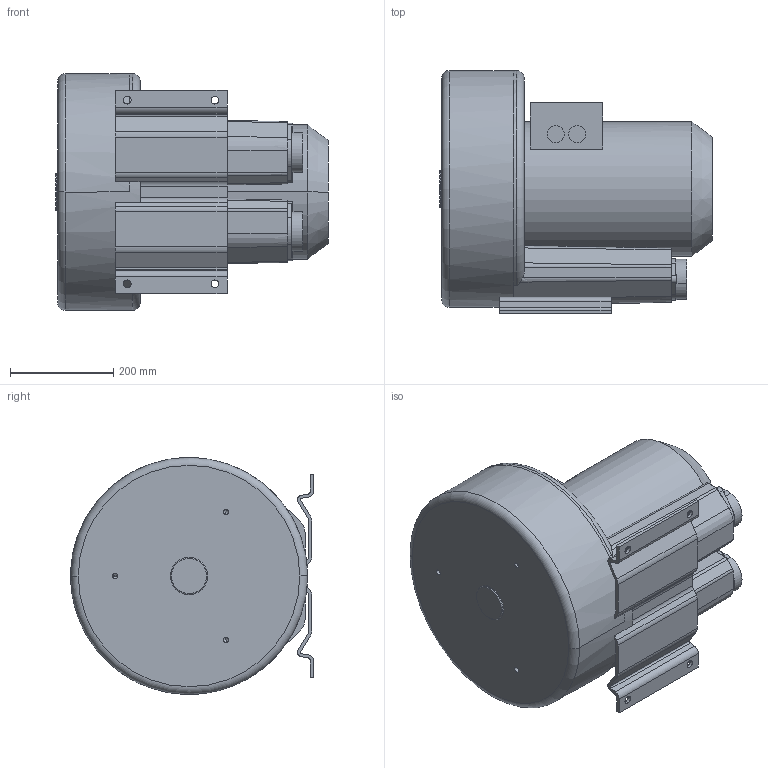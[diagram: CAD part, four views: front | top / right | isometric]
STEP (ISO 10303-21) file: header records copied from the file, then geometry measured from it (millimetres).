
FILE_DESCRIPTION((''),'2;1');
FILE_NAME('MD-001550_ASM','2015-03-22T',('rnennstiel'),('vacuvane vacuum technology gmbh'),'PRO/ENGINEER BY PARAMETRIC TECHNOLOGY CORPORATION, 2010140','PRO/ENGINEER BY PARAMETRIC TECHNOLOGY CORPORATION, 2010140','');
FILE_SCHEMA(('AUTOMOTIVE_DESIGN_CC2 { 1 2 10303 214 -1 1 5 2 }'));
Length unit declared in the file: millimetre
Products named in the file (3): VSC0700_1MP751; GEWINDEFLANSCH_2_1_2_ZOLL; MD-001550_ASM
Assembly tree (3 placements, depth 2):
  MD-001550_ASM
    VSC0700_1MP751
    GEWINDEFLANSCH_2_1_2_ZOLL  x2
Bounding box: 529 x 470.5 x 459 mm (x, y, z)
Volume: 49549398 mm3; surface area: 1591491.7 mm2
Topology: 3 solids, 3 shells, 938 faces, 2572 edges, 1692 vertices
Faces by surface type: extrusion 414, plane 340, cylinder 138, cone 41, torus 5
Entity records: 31869 total; most frequent: CARTESIAN_POINT 9936, ORIENTED_EDGE 4960, DIRECTION 3301, EDGE_CURVE 2480, VERTEX_POINT 1646, VECTOR 1621, B_SPLINE_CURVE_WITH_KNOTS 1351, LINE 1207
